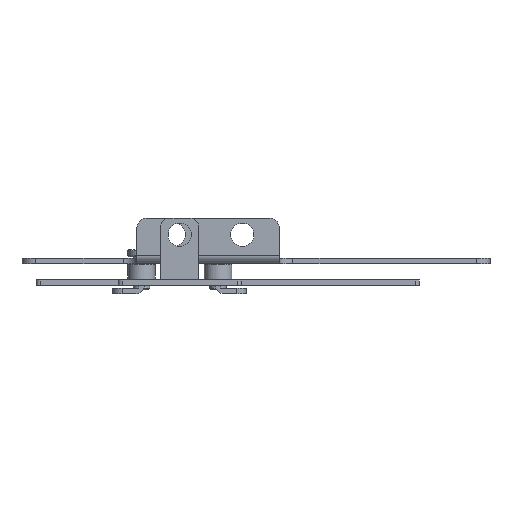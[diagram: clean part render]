
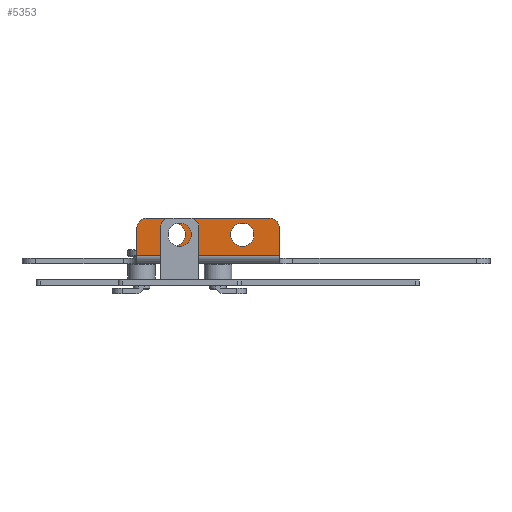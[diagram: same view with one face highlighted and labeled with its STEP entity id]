
A CAD part, front view. The second image highlights one B-rep face of the part: STEP entity #5353.
In plain terms, the highlighted planar face has unit normal (0, -1, 0).
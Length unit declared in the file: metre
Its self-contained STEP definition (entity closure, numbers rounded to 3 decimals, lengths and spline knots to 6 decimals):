
#4368=CARTESIAN_POINT('',(0.262363,0.0105,-0.006));
#4369=DIRECTION('',(0.,1.,0.));
#4370=DIRECTION('',(1.,0.,0.));
#4371=AXIS2_PLACEMENT_3D('',#4368,#4369,#4370);
#4373=CARTESIAN_POINT('',(0.262363,0.0105,-0.006));
#4374=DIRECTION('',(0.,1.,0.));
#4375=DIRECTION('',(-1.,0.,0.));
#4376=AXIS2_PLACEMENT_3D('',#4373,#4374,#4375);
#4378=CARTESIAN_POINT('',(0.237363,0.0105,-0.006));
#4379=DIRECTION('',(0.,1.,0.));
#4380=DIRECTION('',(1.,0.,0.));
#4381=AXIS2_PLACEMENT_3D('',#4378,#4379,#4380);
#4383=CARTESIAN_POINT('',(0.237363,0.0105,-0.006));
#4384=DIRECTION('',(0.,1.,0.));
#4385=DIRECTION('',(-1.,0.,0.));
#4386=AXIS2_PLACEMENT_3D('',#4383,#4384,#4385);
#4388=CARTESIAN_POINT('',(0.272363,0.0105,-0.0035));
#4389=DIRECTION('',(0.,-1.,0.));
#4390=DIRECTION('',(1.,0.,0.));
#4391=AXIS2_PLACEMENT_3D('',#4388,#4389,#4390);
#4393=DIRECTION('',(0.,0.,1.));
#4394=VECTOR('',#4393,0.01);
#4395=CARTESIAN_POINT('',(0.275863,0.0105,-0.0135));
#4396=LINE('',#4395,#4394);
#4397=DIRECTION('',(0.,0.,-1.));
#4398=VECTOR('',#4397,0.01);
#4399=CARTESIAN_POINT('',(0.223863,0.0105,-0.0035));
#4400=LINE('',#4399,#4398);
#4401=CARTESIAN_POINT('',(0.227363,0.0105,-0.0035));
#4402=DIRECTION('',(0.,-1.,0.));
#4403=DIRECTION('',(0.,0.,1.));
#4404=AXIS2_PLACEMENT_3D('',#4401,#4402,#4403);
#4468=DIRECTION('',(1.,0.,0.));
#4469=VECTOR('',#4468,0.045);
#4470=CARTESIAN_POINT('',(0.227363,0.0105,0.));
#4471=LINE('',#4470,#4469);
#4493=DIRECTION('',(-1.,0.,0.));
#4494=VECTOR('',#4493,0.052);
#4495=CARTESIAN_POINT('',(0.275863,0.0105,-0.0135));
#4496=LINE('',#4495,#4494);
#4589=CARTESIAN_POINT('',(0.223863,0.0105,-0.0135));
#4590=VERTEX_POINT('',#4589);
#4591=CARTESIAN_POINT('',(0.275863,0.0105,-0.0135));
#4592=VERTEX_POINT('',#4591);
#4594=CARTESIAN_POINT('',(0.223863,0.0105,-0.0035));
#4596=VERTEX_POINT('',#4594);
#4603=CARTESIAN_POINT('',(0.227363,0.0105,0.));
#4604=VERTEX_POINT('',#4603);
#4619=CARTESIAN_POINT('',(0.275863,0.0105,-0.0035));
#4620=VERTEX_POINT('',#4619);
#4621=CARTESIAN_POINT('',(0.272363,0.0105,0.));
#4622=VERTEX_POINT('',#4621);
#4701=CARTESIAN_POINT('',(0.233113,0.0105,-0.006));
#4702=CARTESIAN_POINT('',(0.241613,0.0105,-0.006));
#4703=VERTEX_POINT('',#4701);
#4704=VERTEX_POINT('',#4702);
#4705=CARTESIAN_POINT('',(0.258113,0.0105,-0.006));
#4706=CARTESIAN_POINT('',(0.266613,0.0105,-0.006));
#4707=VERTEX_POINT('',#4705);
#4708=VERTEX_POINT('',#4706);
#5323=CARTESIAN_POINT('',(0.223863,0.0105,-0.0165));
#5324=DIRECTION('',(0.,-1.,0.));
#5325=DIRECTION('',(1.,0.,0.));
#5326=AXIS2_PLACEMENT_3D('',#5323,#5324,#5325);
#5327=PLANE('',#5326);
#5329=ORIENTED_EDGE('',*,*,#5328,.T.);
#5331=ORIENTED_EDGE('',*,*,#5330,.F.);
#5332=ORIENTED_EDGE('',*,*,#5309,.F.);
#5334=ORIENTED_EDGE('',*,*,#5333,.T.);
#5336=ORIENTED_EDGE('',*,*,#5335,.F.);
#5338=ORIENTED_EDGE('',*,*,#5337,.F.);
#5339=EDGE_LOOP('',(#5329,#5331,#5332,#5334,#5336,#5338));
#5340=FACE_OUTER_BOUND('',#5339,.F.);
#5342=ORIENTED_EDGE('',*,*,#5341,.F.);
#5344=ORIENTED_EDGE('',*,*,#5343,.F.);
#5345=EDGE_LOOP('',(#5342,#5344));
#5346=FACE_BOUND('',#5345,.F.);
#5348=ORIENTED_EDGE('',*,*,#5347,.F.);
#5350=ORIENTED_EDGE('',*,*,#5349,.F.);
#5351=EDGE_LOOP('',(#5348,#5350));
#5352=FACE_BOUND('',#5351,.F.);
#5353=ADVANCED_FACE('',(#5340,#5346,#5352),#5327,.T.);
#4372=CIRCLE('',#4371,0.00425);
#4377=CIRCLE('',#4376,0.00425);
#4382=CIRCLE('',#4381,0.00425);
#4387=CIRCLE('',#4386,0.00425);
#4392=CIRCLE('',#4391,0.0035);
#4405=CIRCLE('',#4404,0.0035);
#5309=EDGE_CURVE('',#4592,#4620,#4396,.T.);
#5328=EDGE_CURVE('',#4604,#4622,#4471,.T.);
#5330=EDGE_CURVE('',#4620,#4622,#4392,.T.);
#5333=EDGE_CURVE('',#4592,#4590,#4496,.T.);
#5335=EDGE_CURVE('',#4596,#4590,#4400,.T.);
#5337=EDGE_CURVE('',#4604,#4596,#4405,.T.);
#5341=EDGE_CURVE('',#4704,#4703,#4382,.T.);
#5343=EDGE_CURVE('',#4703,#4704,#4387,.T.);
#5347=EDGE_CURVE('',#4708,#4707,#4372,.T.);
#5349=EDGE_CURVE('',#4707,#4708,#4377,.T.);
